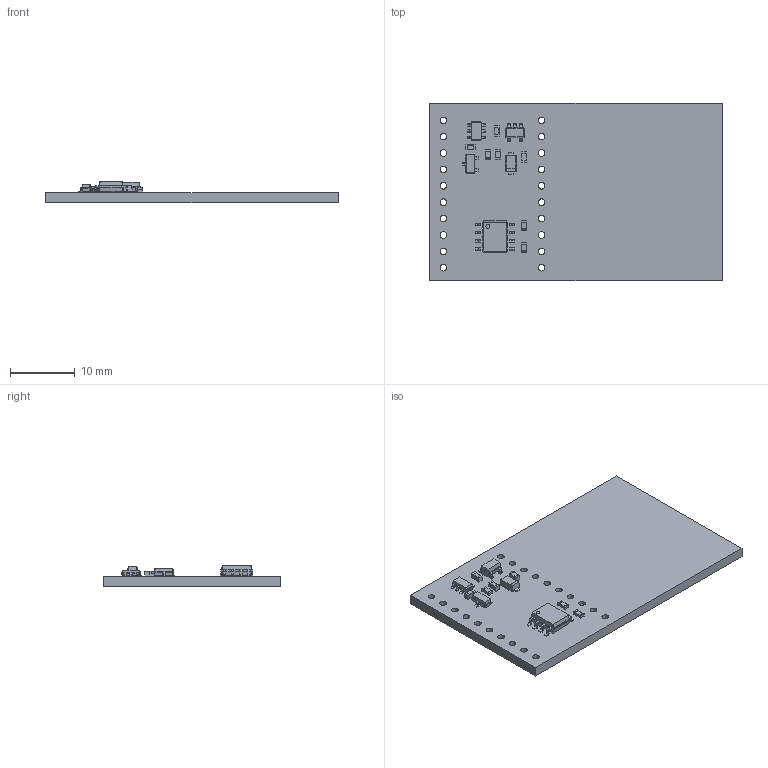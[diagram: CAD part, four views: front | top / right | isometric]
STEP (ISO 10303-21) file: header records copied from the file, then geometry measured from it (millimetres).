
FILE_DESCRIPTION(('KiCad electronic assembly'),'2;1');
FILE_NAME('ble_mvp_1A-rev2.step','2020-06-09T11:35:50',('An Author'),( 'A Company'),'Open CASCADE STEP processor 6.9', 'KiCad to STEP converter','Unknown');
FILE_SCHEMA(('AUTOMOTIVE_DESIGN { 1 0 10303 214 1 1 1 1 }'));
Length unit declared in the file: millimetre
Products named in the file (16): Open CASCADE STEP translator 6.9 1; D_SOD-123F; SOLID; SOT-23; C_0603_1608Metric; R_0603_1608Metric; SOIC-8_3.9x4.9mm_P1.27mm; SOT-23-5; TSOT-23-6; COMPOUND
Assembly tree (20 placements, depth 3):
  Open CASCADE STEP translator 6.9 1
    D_SOD-123F
      SOLID
    SOT-23
      SOLID
    C_0603_1608Metric  x4
      SOLID
    R_0603_1608Metric  x3
      SOLID
    SOIC-8_3.9x4.9mm_P1.27mm
      SOLID
    SOT-23-5
      SOLID
    TSOT-23-6
      SOLID
    COMPOUND
Bounding box: 45.3 x 27.5 x 3.4 mm (x, y, z)
Volume: 2021.9 mm3; surface area: 2999.2 mm2
Topology: 13 solids, 13 shells, 708 faces, 1802 edges, 1130 vertices
Faces by surface type: plane 399, cylinder 181, bspline 128
Full cylindrical faces by diameter (mm): 0.6 x1, 1.02 x20
Entity records: 40200 total; most frequent: CARTESIAN_POINT 7723, DIRECTION 5005, LINE 3450, VECTOR 3450, ORIENTED_EDGE 2900, PCURVE 2900, DEFINITIONAL_REPRESENTATION 2900, EDGE_CURVE 1450
